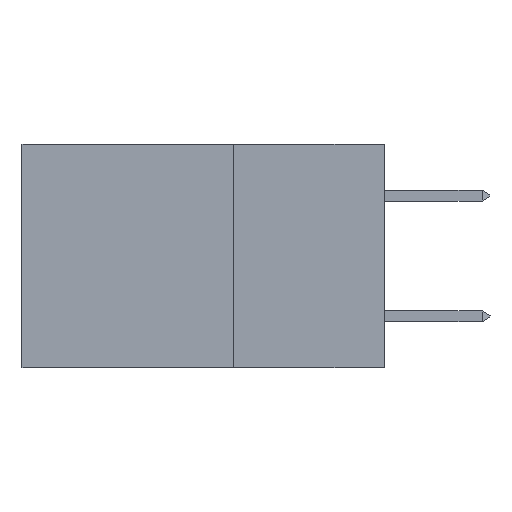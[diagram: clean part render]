
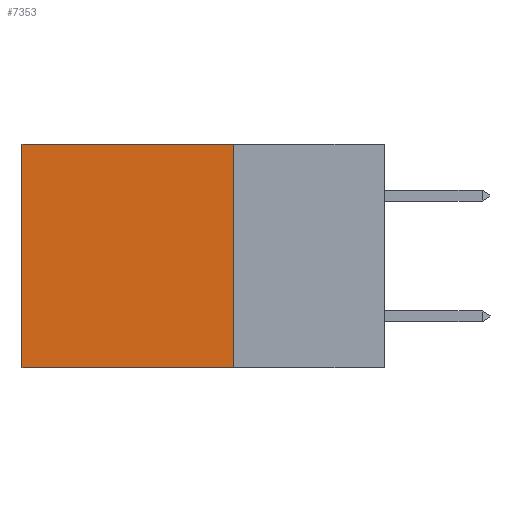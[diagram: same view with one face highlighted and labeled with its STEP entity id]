
A CAD part, left-side view. The second image highlights one B-rep face of the part: STEP entity #7353.
In plain terms, the highlighted planar face has unit normal (-1, 0, 0).
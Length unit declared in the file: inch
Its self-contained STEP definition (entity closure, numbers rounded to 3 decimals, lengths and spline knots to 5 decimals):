
#375 = PLANE ( 'NONE',  #17597 ) ;
#1039 = LINE ( 'NONE', #15599, #5580 ) ;
#1071 = EDGE_CURVE ( 'NONE', #20529, #2902, #1039, .T. ) ;
#2697 = EDGE_LOOP ( 'NONE', ( #19101, #3405, #9522, #17444 ) ) ;
#2851 = EDGE_CURVE ( 'NONE', #2902, #19386, #13378, .T. ) ;
#2895 = DIRECTION ( 'NONE',  ( 0., -1., 0. ) ) ;
#2902 = VERTEX_POINT ( 'NONE', #19315 ) ;
#3063 = VECTOR ( 'NONE', #20762, 39.37008 ) ;
#3177 = VECTOR ( 'NONE', #8901, 39.37008 ) ;
#3405 = ORIENTED_EDGE ( 'NONE', *, *, #2851, .T. ) ;
#5191 = DIRECTION ( 'NONE',  ( 0., 0., -1. ) ) ;
#5580 = VECTOR ( 'NONE', #2895, 39.37008 ) ;
#7353 = ADVANCED_FACE ( 'NONE', ( #21676 ), #375, .F. ) ;
#8901 = DIRECTION ( 'NONE',  ( 0., 0., -1. ) ) ;
#8935 = CARTESIAN_POINT ( 'NONE',  ( 0.2875, 0.6, -0.37 ) ) ;
#9522 = ORIENTED_EDGE ( 'NONE', *, *, #10437, .F. ) ;
#9570 = CARTESIAN_POINT ( 'NONE',  ( 0.2875, 0.25, 0. ) ) ;
#10437 = EDGE_CURVE ( 'NONE', #21593, #19386, #22155, .T. ) ;
#12419 = EDGE_CURVE ( 'NONE', #21593, #20529, #19258, .T. ) ;
#13237 = CARTESIAN_POINT ( 'NONE',  ( 0.2875, 0.25, 0. ) ) ;
#13378 = LINE ( 'NONE', #20727, #3063 ) ;
#15599 = CARTESIAN_POINT ( 'NONE',  ( 0.2875, 0.6, -0.37 ) ) ;
#16807 = CARTESIAN_POINT ( 'NONE',  ( 0.2875, 0.25, 0. ) ) ;
#17384 = DIRECTION ( 'NONE',  ( 0., -1., 0. ) ) ;
#17444 = ORIENTED_EDGE ( 'NONE', *, *, #12419, .T. ) ;
#17597 = AXIS2_PLACEMENT_3D ( 'NONE', #9570, #22998, #5191 ) ;
#17628 = VECTOR ( 'NONE', #17384, 39.37008 ) ;
#19101 = ORIENTED_EDGE ( 'NONE', *, *, #1071, .T. ) ;
#19258 = LINE ( 'NONE', #8935, #3177 ) ;
#19315 = CARTESIAN_POINT ( 'NONE',  ( 0.2875, 0.25, -0.37 ) ) ;
#19386 = VERTEX_POINT ( 'NONE', #13237 ) ;
#20298 = CARTESIAN_POINT ( 'NONE',  ( 0.2875, 0.6, 0. ) ) ;
#20529 = VERTEX_POINT ( 'NONE', #22491 ) ;
#20727 = CARTESIAN_POINT ( 'NONE',  ( 0.2875, 0.25, -0.37 ) ) ;
#20762 = DIRECTION ( 'NONE',  ( 0., 0., 1. ) ) ;
#21593 = VERTEX_POINT ( 'NONE', #20298 ) ;
#21676 = FACE_OUTER_BOUND ( 'NONE', #2697, .T. ) ;
#22155 = LINE ( 'NONE', #16807, #17628 ) ;
#22491 = CARTESIAN_POINT ( 'NONE',  ( 0.2875, 0.6, -0.37 ) ) ;
#22998 = DIRECTION ( 'NONE',  ( 1., 0., 0. ) ) ;
